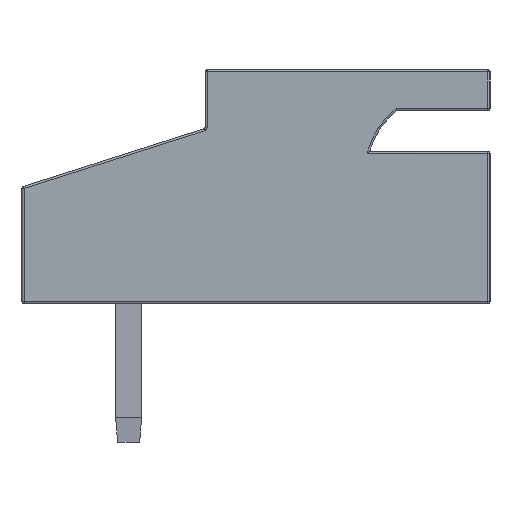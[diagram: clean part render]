
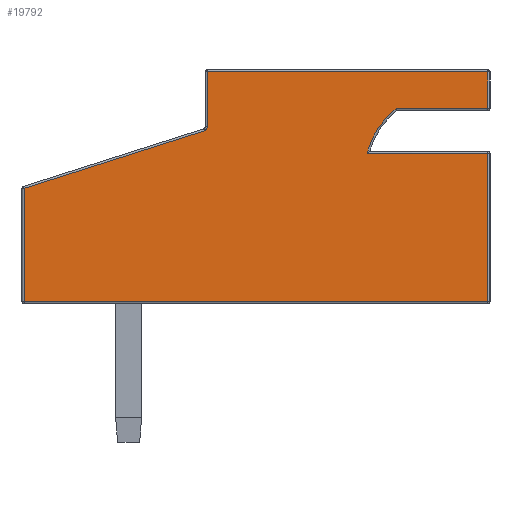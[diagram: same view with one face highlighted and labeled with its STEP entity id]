
A CAD part, left-side view. The second image highlights one B-rep face of the part: STEP entity #19792.
In plain terms, the highlighted planar face has unit normal (-1, 0, 0).
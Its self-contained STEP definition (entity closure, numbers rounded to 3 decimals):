
#71 = ORIENTED_EDGE ( 'NONE', *, *, #5510, .T. ) ;
#91 = ORIENTED_EDGE ( 'NONE', *, *, #20501, .T. ) ;
#146 = CARTESIAN_POINT ( 'NONE',  ( -7.45, 3.45, 5.7 ) ) ;
#693 = VERTEX_POINT ( 'NONE', #13740 ) ;
#874 = CARTESIAN_POINT ( 'NONE',  ( -7.45, 3.45, 5.75 ) ) ;
#880 = CARTESIAN_POINT ( 'NONE',  ( -7.45, 7.95, 5.75 ) ) ;
#913 = VECTOR ( 'NONE', #18761, 1000. ) ;
#1122 = EDGE_CURVE ( 'NONE', #20473, #1568, #17249, .T. ) ;
#1387 = CARTESIAN_POINT ( 'NONE',  ( -7.45, 3.5, 3.7 ) ) ;
#1435 = ORIENTED_EDGE ( 'NONE', *, *, #12989, .T. ) ;
#1568 = VERTEX_POINT ( 'NONE', #3788 ) ;
#1864 = EDGE_CURVE ( 'NONE', #2483, #14635, #10259, .T. ) ;
#2478 = LINE ( 'NONE', #4383, #7341 ) ;
#2483 = VERTEX_POINT ( 'NONE', #23028 ) ;
#2609 = EDGE_CURVE ( 'NONE', #13703, #4045, #17285, .T. ) ;
#2726 = DIRECTION ( 'NONE',  ( 0., 1., 0. ) ) ;
#2806 = VECTOR ( 'NONE', #9650, 1000. ) ;
#3588 = CARTESIAN_POINT ( 'NONE',  ( -7.45, -2.452, 3.203 ) ) ;
#3610 = CARTESIAN_POINT ( 'NONE',  ( -7.45, -1.193, 4.8 ) ) ;
#3614 = AXIS2_PLACEMENT_3D ( 'NONE', #14438, #20978, #2726 ) ;
#3635 = VERTEX_POINT ( 'NONE', #12907 ) ;
#3788 = CARTESIAN_POINT ( 'NONE',  ( -7.45, -3.45, 0.05 ) ) ;
#4015 = CARTESIAN_POINT ( 'NONE',  ( -7.45, 3.068, 4.395 ) ) ;
#4045 = VERTEX_POINT ( 'NONE', #146 ) ;
#4383 = CARTESIAN_POINT ( 'NONE',  ( -7.45, 3.5, 4.8 ) ) ;
#4617 = CARTESIAN_POINT ( 'NONE',  ( -7.45, 3.45, 4.347 ) ) ;
#4627 = DIRECTION ( 'NONE',  ( 0., 1., 0. ) ) ;
#4786 = DIRECTION ( 'NONE',  ( 0., 1., 0. ) ) ;
#4915 = DIRECTION ( 'NONE',  ( 0., -1., 0. ) ) ;
#5025 = ORIENTED_EDGE ( 'NONE', *, *, #26199, .T. ) ;
#5372 = VERTEX_POINT ( 'NONE', #4617 ) ;
#5463 = VECTOR ( 'NONE', #4915, 1000. ) ;
#5510 = EDGE_CURVE ( 'NONE', #9229, #693, #16371, .T. ) ;
#6171 = DIRECTION ( 'NONE',  ( 0., 0.953, -0.304 ) ) ;
#6246 = DIRECTION ( 'NONE',  ( -1., 0., 0. ) ) ;
#7054 = LINE ( 'NONE', #880, #18389 ) ;
#7341 = VECTOR ( 'NONE', #12590, 1000. ) ;
#7993 = EDGE_CURVE ( 'NONE', #9229, #5372, #17761, .T. ) ;
#8078 = CARTESIAN_POINT ( 'NONE',  ( -7.45, -3.45, 5.7 ) ) ;
#9229 = VERTEX_POINT ( 'NONE', #23988 ) ;
#9501 = DIRECTION ( 'NONE',  ( 0., 1., 0. ) ) ;
#9650 = DIRECTION ( 'NONE',  ( 0., 0., -1. ) ) ;
#10259 = CIRCLE ( 'NONE', #22200, 2.034 ) ;
#11817 = DIRECTION ( 'NONE',  ( 1., 0., 0. ) ) ;
#12046 = ORIENTED_EDGE ( 'NONE', *, *, #7993, .F. ) ;
#12590 = DIRECTION ( 'NONE',  ( 0., -1., 0. ) ) ;
#12867 = CARTESIAN_POINT ( 'NONE',  ( -7.45, 7.95, 0.05 ) ) ;
#12907 = CARTESIAN_POINT ( 'NONE',  ( -7.45, -3.45, 3.7 ) ) ;
#12989 = EDGE_CURVE ( 'NONE', #693, #20473, #7054, .T. ) ;
#13703 = VERTEX_POINT ( 'NONE', #8078 ) ;
#13740 = CARTESIAN_POINT ( 'NONE',  ( -7.45, 7.95, 2.838 ) ) ;
#13779 = LINE ( 'NONE', #874, #2806 ) ;
#13916 = VECTOR ( 'NONE', #19419, 1000. ) ;
#14438 = CARTESIAN_POINT ( 'NONE',  ( -7.45, 3.5, 5.75 ) ) ;
#14635 = VERTEX_POINT ( 'NONE', #3610 ) ;
#15225 = EDGE_CURVE ( 'NONE', #3635, #2483, #19649, .T. ) ;
#15283 = LINE ( 'NONE', #21441, #913 ) ;
#15427 = EDGE_CURVE ( 'NONE', #1568, #3635, #15283, .T. ) ;
#16169 = DIRECTION ( 'NONE',  ( 0., 0., 1. ) ) ;
#16342 = VECTOR ( 'NONE', #16169, 1000. ) ;
#16371 = LINE ( 'NONE', #4015, #17787 ) ;
#16934 = AXIS2_PLACEMENT_3D ( 'NONE', #25105, #6246, #4627 ) ;
#16953 = FACE_OUTER_BOUND ( 'NONE', #23980, .T. ) ;
#17249 = LINE ( 'NONE', #17379, #5463 ) ;
#17285 = LINE ( 'NONE', #25431, #13916 ) ;
#17379 = CARTESIAN_POINT ( 'NONE',  ( -7.45, 3.5, 0.05 ) ) ;
#17447 = ORIENTED_EDGE ( 'NONE', *, *, #15427, .T. ) ;
#17761 = CIRCLE ( 'NONE', #16934, 0.1 ) ;
#17787 = VECTOR ( 'NONE', #6171, 1000. ) ;
#18389 = VECTOR ( 'NONE', #25152, 1000. ) ;
#18761 = DIRECTION ( 'NONE',  ( 0., 0., 1. ) ) ;
#18905 = ORIENTED_EDGE ( 'NONE', *, *, #1122, .T. ) ;
#18907 = ORIENTED_EDGE ( 'NONE', *, *, #1864, .T. ) ;
#19419 = DIRECTION ( 'NONE',  ( 0., 1., 0. ) ) ;
#19649 = LINE ( 'NONE', #1387, #22327 ) ;
#19792 = ADVANCED_FACE ( 'NONE', ( #16953 ), #21113, .F. ) ;
#20473 = VERTEX_POINT ( 'NONE', #12867 ) ;
#20501 = EDGE_CURVE ( 'NONE', #4045, #5372, #13779, .T. ) ;
#20531 = ORIENTED_EDGE ( 'NONE', *, *, #15225, .T. ) ;
#20978 = DIRECTION ( 'NONE',  ( 1., 0., 0. ) ) ;
#21113 = PLANE ( 'NONE',  #3614 ) ;
#21441 = CARTESIAN_POINT ( 'NONE',  ( -7.45, -3.45, 5.75 ) ) ;
#21901 = CARTESIAN_POINT ( 'NONE',  ( -7.45, -3.45, 5.75 ) ) ;
#22200 = AXIS2_PLACEMENT_3D ( 'NONE', #3588, #11817, #4786 ) ;
#22307 = LINE ( 'NONE', #21901, #16342 ) ;
#22327 = VECTOR ( 'NONE', #9501, 1000. ) ;
#22705 = CARTESIAN_POINT ( 'NONE',  ( -7.45, -3.45, 4.8 ) ) ;
#23028 = CARTESIAN_POINT ( 'NONE',  ( -7.45, -0.48, 3.7 ) ) ;
#23120 = ORIENTED_EDGE ( 'NONE', *, *, #2609, .T. ) ;
#23419 = ORIENTED_EDGE ( 'NONE', *, *, #26133, .T. ) ;
#23980 = EDGE_LOOP ( 'NONE', ( #5025, #23120, #91, #12046, #71, #1435, #18905, #17447, #20531, #18907, #23419 ) ) ;
#23988 = CARTESIAN_POINT ( 'NONE',  ( -7.45, 3.52, 4.251 ) ) ;
#25105 = CARTESIAN_POINT ( 'NONE',  ( -7.45, 3.55, 4.347 ) ) ;
#25152 = DIRECTION ( 'NONE',  ( 0., 0., -1. ) ) ;
#25431 = CARTESIAN_POINT ( 'NONE',  ( -7.45, 3.5, 5.7 ) ) ;
#25993 = VERTEX_POINT ( 'NONE', #22705 ) ;
#26133 = EDGE_CURVE ( 'NONE', #14635, #25993, #2478, .T. ) ;
#26199 = EDGE_CURVE ( 'NONE', #25993, #13703, #22307, .T. ) ;
